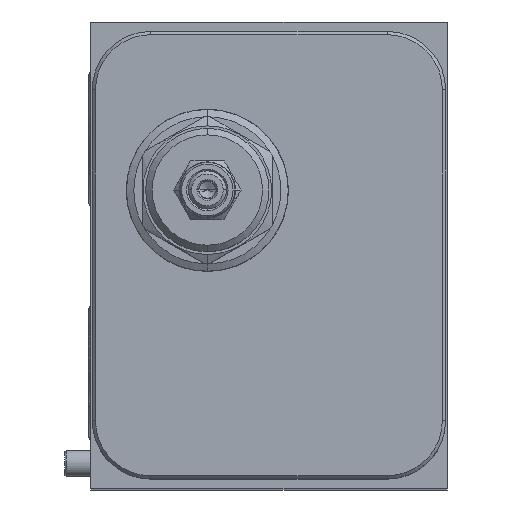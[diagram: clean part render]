
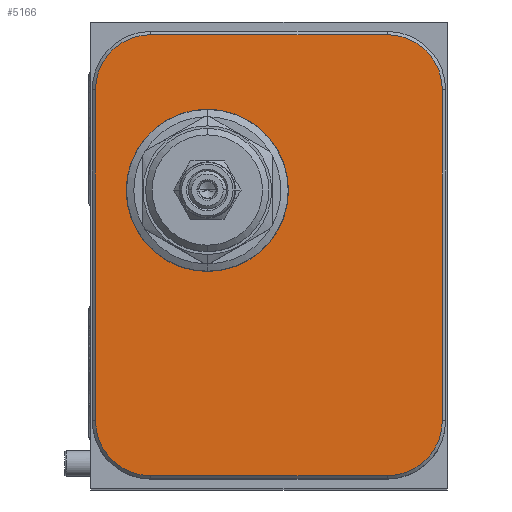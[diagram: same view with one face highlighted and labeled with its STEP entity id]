
A CAD part, top view. The second image highlights one B-rep face of the part: STEP entity #5166.
In plain terms, the highlighted planar face has unit normal (0, 0, 1).
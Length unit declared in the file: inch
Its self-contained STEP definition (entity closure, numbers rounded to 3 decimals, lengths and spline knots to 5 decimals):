
#365=CARTESIAN_POINT('',(2.859,-3.844,7.938));
#366=DIRECTION('',(0.,0.,-1.));
#367=DIRECTION('',(1.,0.,0.));
#368=AXIS2_PLACEMENT_3D('',#365,#366,#367);
#379=CARTESIAN_POINT('',(1.125,-1.625,7.938));
#380=DIRECTION('',(0.,0.,-1.));
#381=DIRECTION('',(-1.,0.,0.));
#382=AXIS2_PLACEMENT_3D('',#379,#380,#381);
#384=CARTESIAN_POINT('',(1.125,-1.625,7.938));
#385=DIRECTION('',(0.,0.,-1.));
#386=DIRECTION('',(1.,0.,0.));
#387=AXIS2_PLACEMENT_3D('',#384,#385,#386);
#389=DIRECTION('',(-1.,0.,0.));
#390=VECTOR('',#389,2.281);
#391=CARTESIAN_POINT('',(2.859,-4.375,7.938));
#392=LINE('',#391,#390);
#409=CARTESIAN_POINT('',(0.578,-3.844,7.938));
#410=DIRECTION('',(0.,0.,-1.));
#411=DIRECTION('',(0.,-1.,0.));
#412=AXIS2_PLACEMENT_3D('',#409,#410,#411);
#427=DIRECTION('',(0.,1.,0.));
#428=VECTOR('',#427,3.188);
#429=CARTESIAN_POINT('',(0.047,-3.844,7.938));
#430=LINE('',#429,#428);
#443=CARTESIAN_POINT('',(0.578,-0.656,7.938));
#444=DIRECTION('',(0.,0.,-1.));
#445=DIRECTION('',(-1.,0.,0.));
#446=AXIS2_PLACEMENT_3D('',#443,#444,#445);
#457=DIRECTION('',(1.,0.,0.));
#458=VECTOR('',#457,2.281);
#459=CARTESIAN_POINT('',(0.578,-0.125,7.938));
#460=LINE('',#459,#458);
#477=CARTESIAN_POINT('',(2.859,-0.656,7.938));
#478=DIRECTION('',(0.,0.,-1.));
#479=DIRECTION('',(0.,1.,0.));
#480=AXIS2_PLACEMENT_3D('',#477,#478,#479);
#491=DIRECTION('',(0.,-1.,0.));
#492=VECTOR('',#491,3.188);
#493=CARTESIAN_POINT('',(3.39,-0.656,7.938));
#494=LINE('',#493,#492);
#4289=CARTESIAN_POINT('',(0.047,-3.844,7.938));
#4290=CARTESIAN_POINT('',(0.047,-0.656,7.938));
#4291=VERTEX_POINT('',#4289);
#4292=VERTEX_POINT('',#4290);
#4297=CARTESIAN_POINT('',(0.578,-0.125,7.938));
#4298=VERTEX_POINT('',#4297);
#4301=CARTESIAN_POINT('',(2.859,-0.125,7.938));
#4302=VERTEX_POINT('',#4301);
#4305=CARTESIAN_POINT('',(3.39,-0.656,7.938));
#4306=VERTEX_POINT('',#4305);
#4309=CARTESIAN_POINT('',(3.39,-3.844,7.938));
#4310=VERTEX_POINT('',#4309);
#4313=CARTESIAN_POINT('',(2.859,-4.375,7.938));
#4314=VERTEX_POINT('',#4313);
#4317=CARTESIAN_POINT('',(0.578,-4.375,7.938));
#4318=VERTEX_POINT('',#4317);
#4361=CARTESIAN_POINT('',(0.343,-1.625,7.938));
#4362=CARTESIAN_POINT('',(1.907,-1.625,7.938));
#4363=VERTEX_POINT('',#4361);
#4364=VERTEX_POINT('',#4362);
#5138=CARTESIAN_POINT('',(0.,0.,7.938));
#5139=DIRECTION('',(0.,0.,1.));
#5140=DIRECTION('',(1.,0.,0.));
#5141=AXIS2_PLACEMENT_3D('',#5138,#5139,#5140);
#5142=PLANE('',#5141);
#5143=ORIENTED_EDGE('',*,*,#5128,.T.);
#5145=ORIENTED_EDGE('',*,*,#5144,.T.);
#5147=ORIENTED_EDGE('',*,*,#5146,.T.);
#5149=ORIENTED_EDGE('',*,*,#5148,.T.);
#5151=ORIENTED_EDGE('',*,*,#5150,.T.);
#5153=ORIENTED_EDGE('',*,*,#5152,.T.);
#5155=ORIENTED_EDGE('',*,*,#5154,.T.);
#5157=ORIENTED_EDGE('',*,*,#5156,.T.);
#5158=EDGE_LOOP('',(#5143,#5145,#5147,#5149,#5151,#5153,#5155,#5157));
#5159=FACE_OUTER_BOUND('',#5158,.F.);
#5161=ORIENTED_EDGE('',*,*,#5160,.F.);
#5163=ORIENTED_EDGE('',*,*,#5162,.F.);
#5164=EDGE_LOOP('',(#5161,#5163));
#5165=FACE_BOUND('',#5164,.F.);
#5166=ADVANCED_FACE('',(#5159,#5165),#5142,.T.);
#369=CIRCLE('',#368,0.531);
#383=CIRCLE('',#382,0.782);
#388=CIRCLE('',#387,0.782);
#413=CIRCLE('',#412,0.531);
#447=CIRCLE('',#446,0.531);
#481=CIRCLE('',#480,0.531);
#5128=EDGE_CURVE('',#4310,#4314,#369,.T.);
#5144=EDGE_CURVE('',#4314,#4318,#392,.T.);
#5146=EDGE_CURVE('',#4318,#4291,#413,.T.);
#5148=EDGE_CURVE('',#4291,#4292,#430,.T.);
#5150=EDGE_CURVE('',#4292,#4298,#447,.T.);
#5152=EDGE_CURVE('',#4298,#4302,#460,.T.);
#5154=EDGE_CURVE('',#4302,#4306,#481,.T.);
#5156=EDGE_CURVE('',#4306,#4310,#494,.T.);
#5160=EDGE_CURVE('',#4363,#4364,#383,.T.);
#5162=EDGE_CURVE('',#4364,#4363,#388,.T.);
